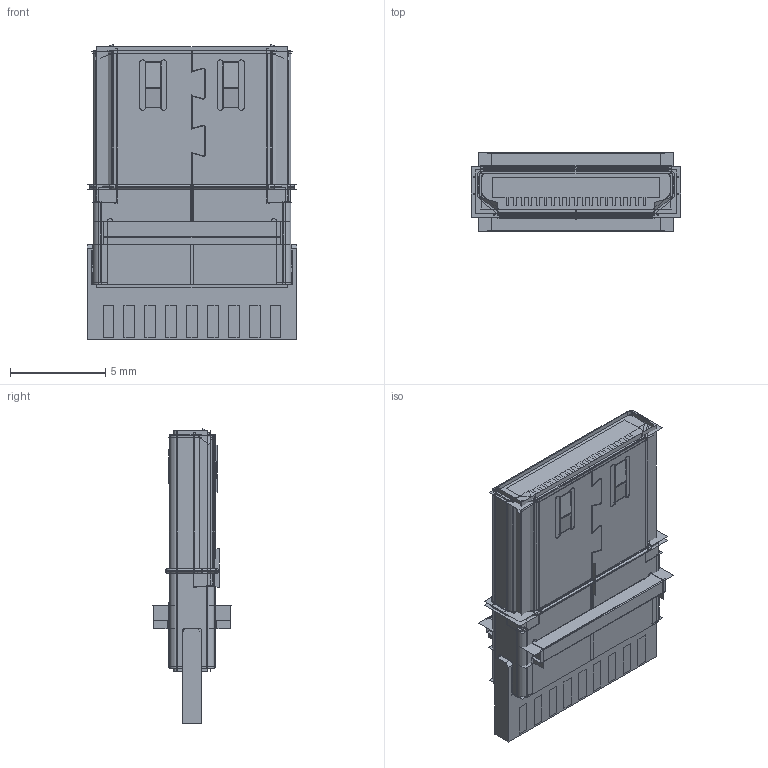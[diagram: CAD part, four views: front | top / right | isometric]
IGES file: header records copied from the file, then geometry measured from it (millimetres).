
Start section:  PTC IGES file: 00-female_19pin_minihdmi_asm_asm.igs
Global section: file name: 00-female_19pin_minihdmi_asm_asm.igs; native system: Pro/ENGINEER by Parametric Technology Corporation; preprocessor: 2009460; author: mike_mao; organization: Unknown; date: 20130424.135204; units: millimetre
Bounding box: 11 x 4.16 x 15.52 mm (x, y, z)
Volume: 246.3 mm3; surface area: 8943.2 mm2
Topology: 1 solids, 3 shells, 2054 faces, 9184 edges, 10115 vertices
Faces by surface type: bspline 1445, revolution 609
